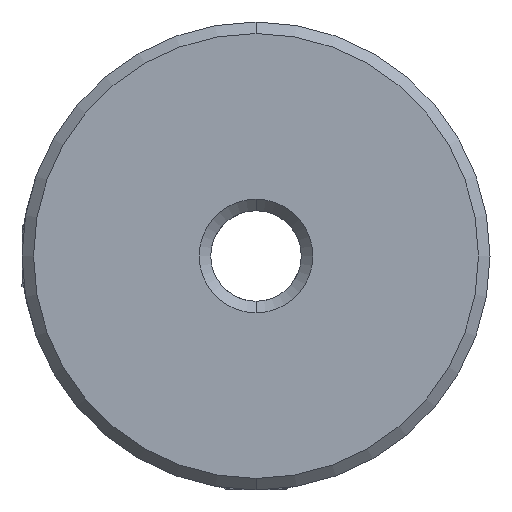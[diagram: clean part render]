
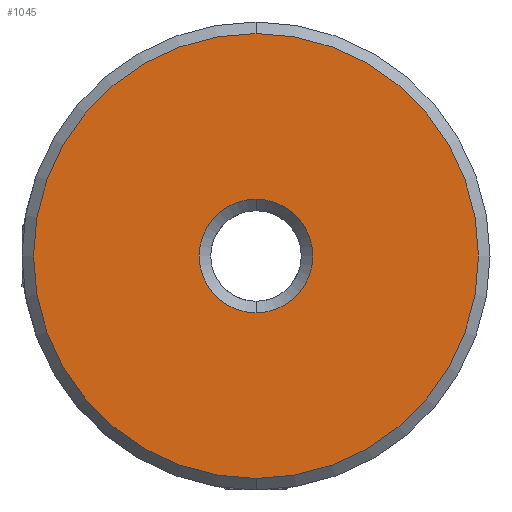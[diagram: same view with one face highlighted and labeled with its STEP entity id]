
A CAD part, left-side view. The second image highlights one B-rep face of the part: STEP entity #1045.
In plain terms, the highlighted planar face has unit normal (-1, 0, 0).
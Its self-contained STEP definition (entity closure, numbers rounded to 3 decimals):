
#1 = AXIS2_PLACEMENT_3D ( 'NONE', #2901, #2902, #2903 ) ;
#12 = DIRECTION ( 'NONE',  ( 1., 0., 0. ) ) ;
#13 = DIRECTION ( 'NONE',  ( 0., 0., -1. ) ) ;
#532 = VERTEX_POINT ( 'NONE', #670 ) ;
#533 = VERTEX_POINT ( 'NONE', #671 ) ;
#534 = VERTEX_POINT ( 'NONE', #672 ) ;
#535 = VERTEX_POINT ( 'NONE', #673 ) ;
#670 = CARTESIAN_POINT ( 'NONE',  ( -10.5, 0., -1.881 ) ) ;
#671 = CARTESIAN_POINT ( 'NONE',  ( -10.5, 0., 1.881 ) ) ;
#672 = CARTESIAN_POINT ( 'NONE',  ( -10.5, 0., 7.369 ) ) ;
#673 = CARTESIAN_POINT ( 'NONE',  ( -10.5, 0., -7.369 ) ) ;
#855 = EDGE_CURVE ( 'NONE', #535, #534, #2435, .T. ) ;
#856 = EDGE_CURVE ( 'NONE', #532, #533, #2437, .T. ) ;
#942 = EDGE_CURVE ( 'NONE', #533, #532, #2540, .T. ) ;
#956 = EDGE_CURVE ( 'NONE', #534, #535, #2563, .T. ) ;
#996 = AXIS2_PLACEMENT_3D ( 'NONE', #2211, #2212, #2213 ) ;
#999 = AXIS2_PLACEMENT_3D ( 'NONE', #2214, #2215, #2216 ) ;
#1024 = AXIS2_PLACEMENT_3D ( 'NONE', #2859, #2868, #2869 ) ;
#1045 = ADVANCED_FACE ( 'NONE', ( #2623, #2615 ), #3056, .F. ) ;
#1169 = EDGE_LOOP ( 'NONE', ( #1318, #1319 ) ) ;
#1174 = EDGE_LOOP ( 'NONE', ( #1320, #1321 ) ) ;
#1318 = ORIENTED_EDGE ( 'NONE', *, *, #855, .T. ) ;
#1319 = ORIENTED_EDGE ( 'NONE', *, *, #956, .T. ) ;
#1320 = ORIENTED_EDGE ( 'NONE', *, *, #942, .T. ) ;
#1321 = ORIENTED_EDGE ( 'NONE', *, *, #856, .T. ) ;
#2211 = CARTESIAN_POINT ( 'NONE',  ( -10.5, 0., 0. ) ) ;
#2212 = DIRECTION ( 'NONE',  ( -1., 0., 0. ) ) ;
#2213 = DIRECTION ( 'NONE',  ( 0., 0., -1. ) ) ;
#2214 = CARTESIAN_POINT ( 'NONE',  ( -10.5, 0., 0. ) ) ;
#2215 = DIRECTION ( 'NONE',  ( 1., 0., 0. ) ) ;
#2216 = DIRECTION ( 'NONE',  ( 0., 0., -1. ) ) ;
#2435 = CIRCLE ( 'NONE', #996, 7.369 ) ;
#2437 = CIRCLE ( 'NONE', #999, 1.881 ) ;
#2540 = CIRCLE ( 'NONE', #1024, 1.881 ) ;
#2563 = CIRCLE ( 'NONE', #1, 7.369 ) ;
#2615 = FACE_BOUND ( 'NONE', #1174, .T. ) ;
#2623 = FACE_OUTER_BOUND ( 'NONE', #1169, .T. ) ;
#2859 = CARTESIAN_POINT ( 'NONE',  ( -10.5, 0., 0. ) ) ;
#2868 = DIRECTION ( 'NONE',  ( 1., 0., 0. ) ) ;
#2869 = DIRECTION ( 'NONE',  ( 0., 0., -1. ) ) ;
#2901 = CARTESIAN_POINT ( 'NONE',  ( -10.5, 0., 0. ) ) ;
#2902 = DIRECTION ( 'NONE',  ( -1., 0., 0. ) ) ;
#2903 = DIRECTION ( 'NONE',  ( 0., 0., -1. ) ) ;
#3056 = PLANE ( 'NONE',  #3082 ) ;
#3059 = CARTESIAN_POINT ( 'NONE',  ( -10.5, 0., 0. ) ) ;
#3082 = AXIS2_PLACEMENT_3D ( 'NONE', #3059, #12, #13 ) ;
